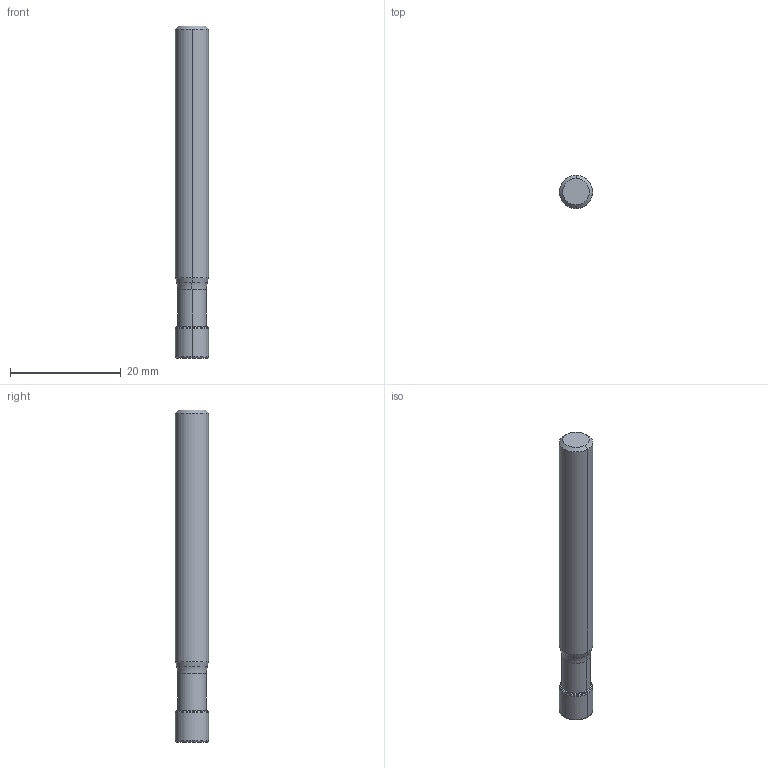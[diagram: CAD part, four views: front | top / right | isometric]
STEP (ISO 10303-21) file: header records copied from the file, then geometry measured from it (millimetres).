
FILE_DESCRIPTION((''),'2;1');
FILE_NAME('12J1A006012T7R00','2023-03-16T13:01:05',('ruebsamenm'),(''),'CREO PARAMETRIC BY PTC INC, 2021184','CREO PARAMETRIC BY PTC INC, 2021184','');
FILE_SCHEMA(('AUTOMOTIVE_DESIGN { 1 0 10303 214 1 1 1 1 }'));
Length unit declared in the file: millimetre
Products named in the file (3): 12J1A006012T7R00; CUT
Assembly tree (2 placements, depth 2):
  12J1A006012T7R00
    12J1A006012T7R00
    CUT
Bounding box: 6 x 6 x 60 mm (x, y, z)
Volume: 1747.6 mm3; surface area: 1288.6 mm2
Topology: 2 solids, 2 shells, 46 faces, 92 edges, 46 vertices
Faces by surface type: revolution 28, cone 8, cylinder 4, torus 4, plane 2
Entity records: 3442 total; most frequent: CARTESIAN_POINT 1971, DIRECTION 223, ORIENTED_EDGE 176, PRESENTATION_STYLE_ASSIGNMENT 101, STYLED_ITEM 101, CURVE_STYLE 99, AXIS2_PLACEMENT_3D 89, EDGE_CURVE 88
